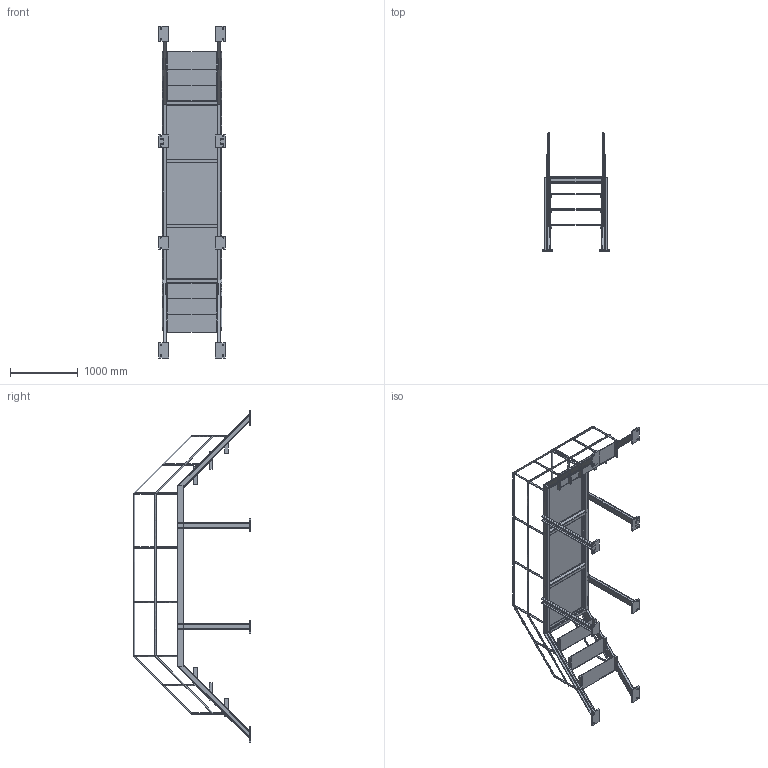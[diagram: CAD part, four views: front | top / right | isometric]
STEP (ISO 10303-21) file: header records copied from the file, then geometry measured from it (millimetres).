
FILE_DESCRIPTION(('FreeCAD Model'),'2;1');
FILE_NAME('Open CASCADE Shape Model','2025-05-05T04:51:33',('FreeCAD'),( 'FreeCAD'),'Open CASCADE STEP processor 7.6','FreeCAD','Unknown');
FILE_SCHEMA(('AUTOMOTIVE_DESIGN { 1 0 10303 214 1 1 1 1 }'));
Length unit declared in the file: millimetre
Products named in the file (1): Open CASCADE STEP translator 7.6 1
Bounding box: 982.72 x 1741.81 x 4913.59 mm (x, y, z)
Volume: 51990673.9 mm3; surface area: 17908507 mm2
Topology: 67 solids, 67 shells, 770 faces, 1844 edges, 1212 vertices
Faces by surface type: bspline 770
Entity records: 23210 total; most frequent: CARTESIAN_POINT 12161, ORIENTED_EDGE 3688, EDGE_CURVE 1844, VERTEX_POINT 1212, B_SPLINE_CURVE_WITH_KNOTS 1176, FACE_BOUND 898, EDGE_LOOP 898, ADVANCED_FACE 770
